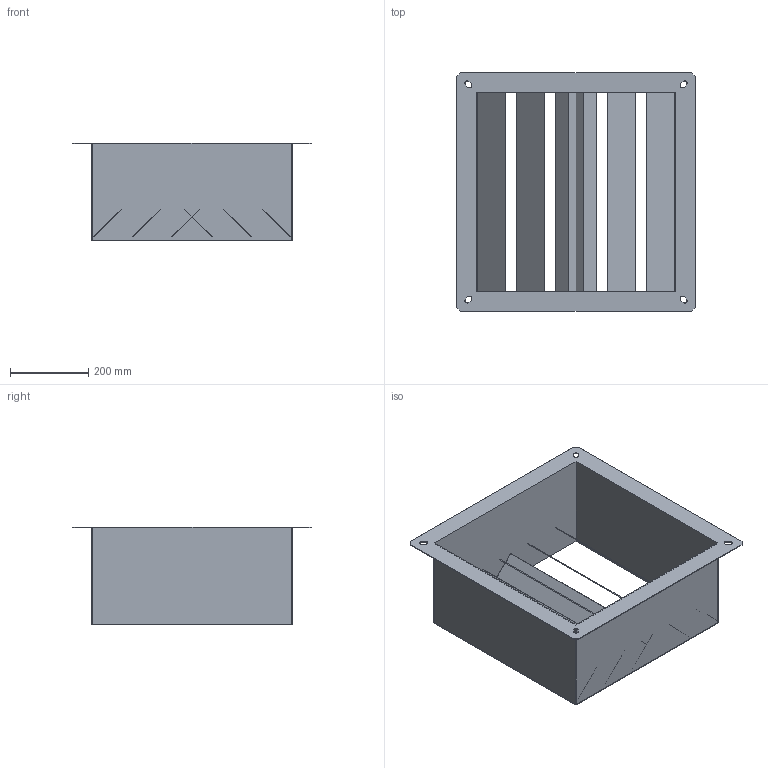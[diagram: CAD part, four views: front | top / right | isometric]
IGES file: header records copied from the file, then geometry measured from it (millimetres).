
Start section: SolidWorks IGES file using analytic representation for surfaces
Global section: file name: 5TS1952_TSP 50-56.IGS; native system: SolidWorks 2018; preprocessor: SolidWorks 2018; author: binatti; date: 220308.135234; units: millimetre
Bounding box: 610 x 610 x 250 mm (x, y, z)
Surface area: 1860778.2 mm2 (no closed solid volume)
Topology: 0 solids, 0 shells, 61 faces, 468 edges, 468 vertices
Faces by surface type: bspline 43, revolution 18
